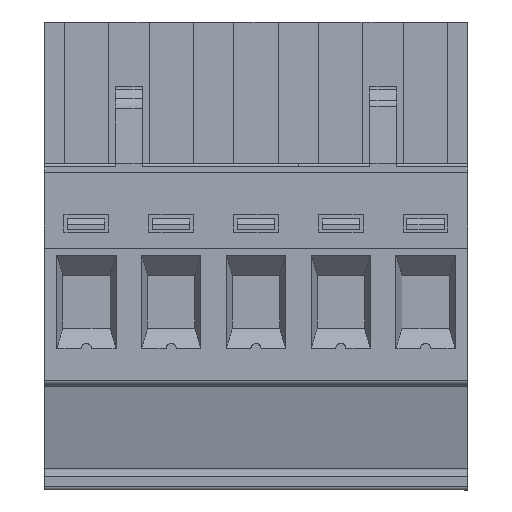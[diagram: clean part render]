
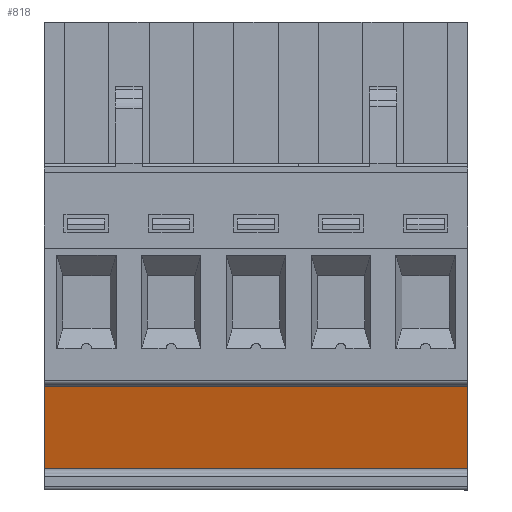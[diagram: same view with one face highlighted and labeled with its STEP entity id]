
A CAD part, front view. The second image highlights one B-rep face of the part: STEP entity #818.
In plain terms, the highlighted planar face has unit normal (0, -0.966, -0.259).
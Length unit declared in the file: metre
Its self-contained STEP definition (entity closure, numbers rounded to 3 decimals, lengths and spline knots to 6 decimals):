
#818=ADVANCED_FACE('',(#1850),#1851,.F.);
#1850=FACE_OUTER_BOUND('',#3089,.T.);
#1851=PLANE('',#3090);
#3089=EDGE_LOOP('',(#5534,#5535,#5536,#5537));
#3090=AXIS2_PLACEMENT_3D('',#5538,#5539,#5540);
#5534=ORIENTED_EDGE('',*,*,#7944,.F.);
#5535=ORIENTED_EDGE('',*,*,#7494,.T.);
#5536=ORIENTED_EDGE('',*,*,#7942,.T.);
#5537=ORIENTED_EDGE('',*,*,#7617,.T.);
#5538=CARTESIAN_POINT('',(-0.006712,-0.032787,-0.082872));
#5539=DIRECTION('',(0.,0.966,0.259));
#5540=DIRECTION('',(0.,0.259,-0.966));
#7494=EDGE_CURVE('',#9094,#9092,#9095,.T.);
#7617=EDGE_CURVE('',#9261,#9297,#9299,.T.);
#7942=EDGE_CURVE('',#9092,#9261,#9741,.F.);
#7944=EDGE_CURVE('',#9094,#9297,#9743,.F.);
#9092=VERTEX_POINT('',#11384);
#9094=VERTEX_POINT('',#11386);
#9095=LINE('',#11387,#11388);
#9261=VERTEX_POINT('',#11628);
#9297=VERTEX_POINT('',#11670);
#9299=LINE('',#11672,#11673);
#9741=LINE('',#12317,#12318);
#9743=LINE('',#12320,#12321);
#11384=CARTESIAN_POINT('',(0.02805,-0.03312,-0.08163));
#11386=CARTESIAN_POINT('',(0.02805,-0.034417,-0.076791));
#11387=CARTESIAN_POINT('',(0.02805,-0.034459,-0.076633));
#11388=VECTOR('',#13732,1.0);
#11628=CARTESIAN_POINT('',(0.053052,-0.03312,-0.08163));
#11670=CARTESIAN_POINT('',(0.053052,-0.034417,-0.076791));
#11672=CARTESIAN_POINT('',(0.053052,-0.034459,-0.076633));
#11673=VECTOR('',#13878,1.0);
#12317=CARTESIAN_POINT('',(-0.006712,-0.03312,-0.08163));
#12318=VECTOR('',#14136,1.0);
#12320=CARTESIAN_POINT('',(0.039014,-0.034417,-0.076791));
#12321=VECTOR('',#14137,1.0);
#13732=DIRECTION('',(0.0,0.259,-0.966));
#13878=DIRECTION('',(0.0,-0.259,0.966));
#14136=DIRECTION('',(-1.0,0.,0.));
#14137=DIRECTION('',(-1.0,0.,0.));
